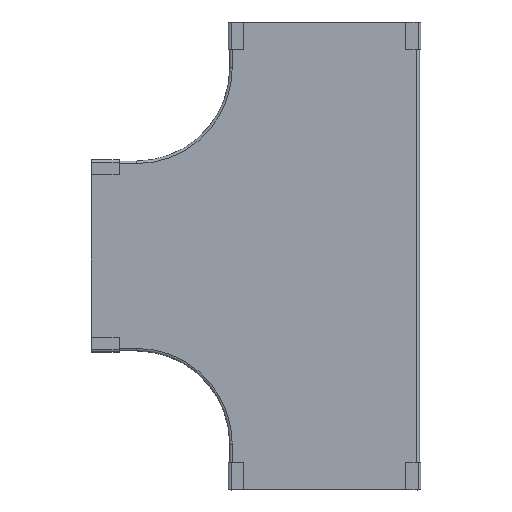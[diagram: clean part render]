
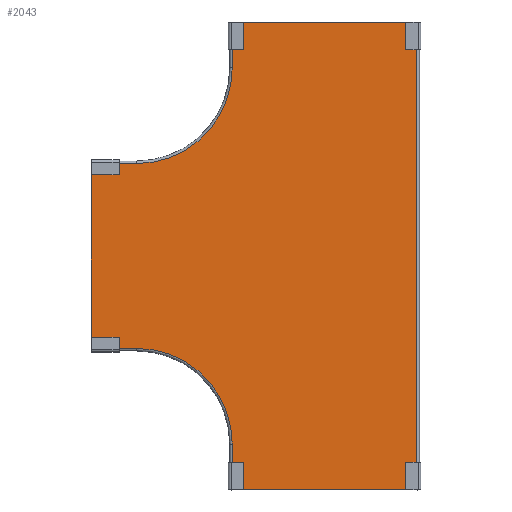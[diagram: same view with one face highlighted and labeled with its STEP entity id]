
A CAD part, top view. The second image highlights one B-rep face of the part: STEP entity #2043.
In plain terms, the highlighted planar face has unit normal (0, 0, 1).
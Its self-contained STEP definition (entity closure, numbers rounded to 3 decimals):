
#99=CIRCLE('',#2200,102.75);
#120=CIRCLE('',#2239,102.75);
#281=FACE_OUTER_BOUND('',#395,.T.);
#395=EDGE_LOOP('',(#1854,#1855,#1856,#1857,#1858,#1859,#1860,#1861,#1862,
#1863));
#554=LINE('',#3348,#754);
#555=LINE('',#3353,#755);
#557=LINE('',#3358,#757);
#566=LINE('',#3380,#766);
#577=LINE('',#3411,#777);
#578=LINE('',#3414,#778);
#592=LINE('',#3462,#792);
#595=LINE('',#3469,#795);
#754=VECTOR('',#2742,1.);
#755=VECTOR('',#2749,1.);
#757=VECTOR('',#2753,1.);
#766=VECTOR('',#2772,1.);
#777=VECTOR('',#2801,1.);
#778=VECTOR('',#2804,1.);
#792=VECTOR('',#2858,1.);
#795=VECTOR('',#2869,1.);
#942=VERTEX_POINT('',#3317);
#943=VERTEX_POINT('',#3319);
#950=VERTEX_POINT('',#3347);
#951=VERTEX_POINT('',#3351);
#953=VERTEX_POINT('',#3357);
#961=VERTEX_POINT('',#3379);
#972=VERTEX_POINT('',#3409);
#973=VERTEX_POINT('',#3413);
#979=VERTEX_POINT('',#3426);
#981=VERTEX_POINT('',#3430);
#1204=EDGE_CURVE('',#942,#943,#99,.T.);
#1218=EDGE_CURVE('',#943,#950,#554,.T.);
#1221=EDGE_CURVE('',#942,#951,#555,.T.);
#1223=EDGE_CURVE('',#950,#953,#557,.T.);
#1234=EDGE_CURVE('',#953,#961,#566,.T.);
#1250=EDGE_CURVE('',#951,#972,#577,.T.);
#1251=EDGE_CURVE('',#961,#973,#578,.T.);
#1260=EDGE_CURVE('',#979,#981,#120,.T.);
#1276=EDGE_CURVE('',#981,#973,#592,.T.);
#1279=EDGE_CURVE('',#979,#972,#595,.T.);
#1854=ORIENTED_EDGE('',*,*,#1234,.F.);
#1855=ORIENTED_EDGE('',*,*,#1223,.F.);
#1856=ORIENTED_EDGE('',*,*,#1218,.F.);
#1857=ORIENTED_EDGE('',*,*,#1204,.F.);
#1858=ORIENTED_EDGE('',*,*,#1221,.T.);
#1859=ORIENTED_EDGE('',*,*,#1250,.T.);
#1860=ORIENTED_EDGE('',*,*,#1279,.F.);
#1861=ORIENTED_EDGE('',*,*,#1260,.T.);
#1862=ORIENTED_EDGE('',*,*,#1276,.T.);
#1863=ORIENTED_EDGE('',*,*,#1251,.F.);
#1929=PLANE('',#2257);
#2043=ADVANCED_FACE('',(#281),#1929,.F.);
#2200=AXIS2_PLACEMENT_3D('',#3320,#2707,#2708);
#2239=AXIS2_PLACEMENT_3D('',#3432,#2820,#2821);
#2257=AXIS2_PLACEMENT_3D('',#3470,#2870,#2871);
#2707=DIRECTION('center_axis',(0.,0.,1.));
#2708=DIRECTION('ref_axis',(0.,-1.,0.));
#2742=DIRECTION('',(0.,1.,0.));
#2749=DIRECTION('',(-1.,0.,0.));
#2753=DIRECTION('',(1.,0.,0.));
#2772=DIRECTION('',(0.,-1.,0.));
#2801=DIRECTION('',(0.,-1.,0.));
#2804=DIRECTION('',(-1.,0.,0.));
#2820=DIRECTION('center_axis',(0.,0.,-1.));
#2821=DIRECTION('ref_axis',(0.,1.,0.));
#2858=DIRECTION('',(0.,-1.,0.));
#2869=DIRECTION('',(-1.,0.,0.));
#2870=DIRECTION('center_axis',(0.,0.,-1.));
#2871=DIRECTION('ref_axis',(1.,0.,0.));
#3317=CARTESIAN_POINT('',(57.011,208.586,0.75));
#3319=CARTESIAN_POINT('',(159.761,311.336,0.75));
#3320=CARTESIAN_POINT('Origin',(57.011,311.336,0.75));
#3347=CARTESIAN_POINT('',(159.761,360.636,0.75));
#3348=CARTESIAN_POINT('',(159.761,311.336,0.75));
#3351=CARTESIAN_POINT('',(8.461,208.586,0.75));
#3353=CARTESIAN_POINT('',(57.011,208.586,0.75));
#3357=CARTESIAN_POINT('',(358.159,360.636,0.75));
#3358=CARTESIAN_POINT('',(209.761,360.636,0.75));
#3379=CARTESIAN_POINT('',(358.159,-141.864,0.75));
#3380=CARTESIAN_POINT('',(358.159,109.386,0.75));
#3409=CARTESIAN_POINT('',(8.461,10.186,0.75));
#3411=CARTESIAN_POINT('',(8.461,109.386,0.75));
#3413=CARTESIAN_POINT('',(159.761,-141.864,0.75));
#3414=CARTESIAN_POINT('',(258.961,-141.864,0.75));
#3426=CARTESIAN_POINT('',(57.011,10.186,0.75));
#3430=CARTESIAN_POINT('',(159.761,-92.564,0.75));
#3432=CARTESIAN_POINT('Origin',(57.011,-92.564,0.75));
#3462=CARTESIAN_POINT('',(159.761,-92.564,0.75));
#3469=CARTESIAN_POINT('',(57.011,10.186,0.75));
#3470=CARTESIAN_POINT('Origin',(80.011,86.388,0.75));
